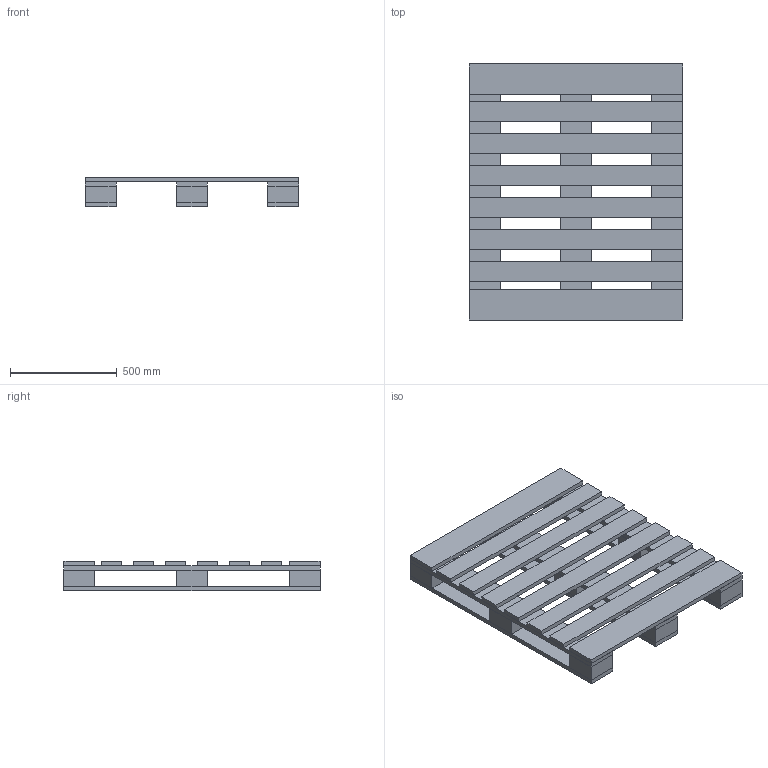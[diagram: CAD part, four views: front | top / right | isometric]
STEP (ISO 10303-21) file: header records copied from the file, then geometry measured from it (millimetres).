
FILE_DESCRIPTION (( 'STEP AP203' ), '1' );
FILE_NAME ('PALLET.MONTADO_Valor predeterminado_sldprt.STEP', '2021-01-10T23:19:01', ( '' ), ( '' ), 'SwSTEP 2.0', 'SolidWorks 2020', '' );
FILE_SCHEMA (( 'CONFIG_CONTROL_DESIGN' ));
Length unit declared in the file: millimetre
Products named in the file (1): PALLET.MONTADO_Valor predeterminado_sldprt
Bounding box: 1000 x 1200 x 138 mm (x, y, z)
Volume: 54175875 mm3; surface area: 5289010 mm2
Topology: 23 solids, 23 shells, 138 faces, 276 edges, 184 vertices
Faces by surface type: plane 138
Entity records: 3533 total; most frequent: CARTESIAN_POINT 599, DIRECTION 554, ORIENTED_EDGE 552, VECTOR 276, EDGE_CURVE 276, LINE 276, VERTEX_POINT 184, AXIS2_PLACEMENT_3D 139
